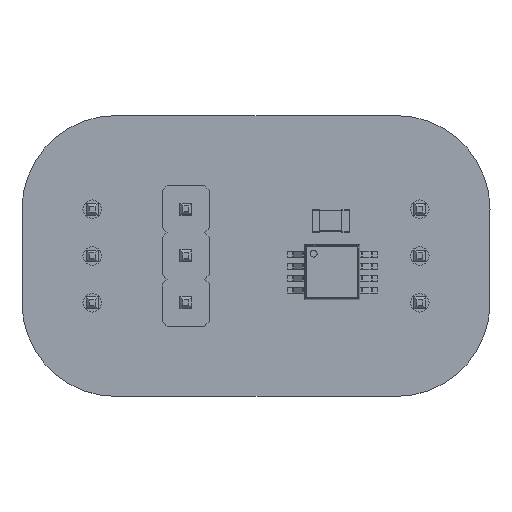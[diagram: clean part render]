
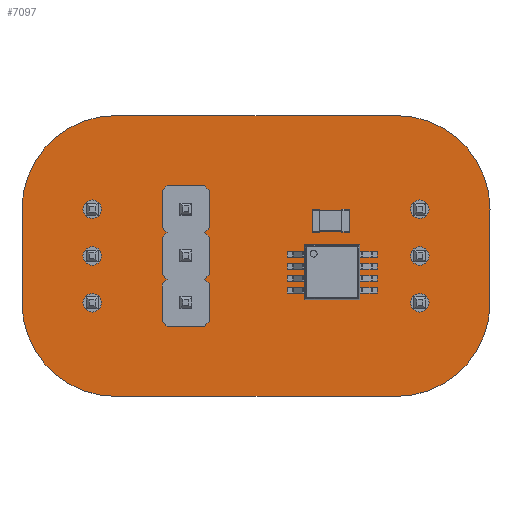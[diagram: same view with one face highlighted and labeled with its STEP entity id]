
A CAD part, top view. The second image highlights one B-rep face of the part: STEP entity #7097.
In plain terms, the highlighted planar face has unit normal (0, 0, 1).
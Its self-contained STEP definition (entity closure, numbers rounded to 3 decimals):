
#6841 = VERTEX_POINT('',#6842);
#6842 = CARTESIAN_POINT('',(16.51,5.08,0.7));
#6848 = EDGE_CURVE('',#6841,#6849,#6851,.T.);
#6849 = VERTEX_POINT('',#6850);
#6850 = CARTESIAN_POINT('',(21.59,0.,0.7));
#6851 = CIRCLE('',#6852,5.08);
#6852 = AXIS2_PLACEMENT_3D('',#6853,#6854,#6855);
#6853 = CARTESIAN_POINT('',(16.51,0.,0.7));
#6854 = DIRECTION('',(0.,0.,-1.));
#6855 = DIRECTION('',(0.,1.,0.));
#6883 = VERTEX_POINT('',#6884);
#6884 = CARTESIAN_POINT('',(16.51,5.08,0.7));
#6890 = EDGE_CURVE('',#6883,#6841,#6891,.T.);
#6891 = LINE('',#6892,#6893);
#6892 = CARTESIAN_POINT('',(16.51,5.08,0.7));
#6893 = VECTOR('',#6894,1.);
#6894 = DIRECTION('',(1.,0.,0.));
#6912 = EDGE_CURVE('',#6849,#6913,#6915,.T.);
#6913 = VERTEX_POINT('',#6914);
#6914 = CARTESIAN_POINT('',(21.59,-5.08,0.7));
#6915 = LINE('',#6916,#6917);
#6916 = CARTESIAN_POINT('',(21.59,0.,0.7));
#6917 = VECTOR('',#6918,1.);
#6918 = DIRECTION('',(0.,-1.,0.));
#7097 = ADVANCED_FACE('',(#7098,#7152,#7163,#7174,#7185,#7196,#7207,
    #7218,#7229,#7240),#7251,.T.);
#7098 = FACE_BOUND('',#7099,.T.);
#7099 = EDGE_LOOP('',(#7100,#7101,#7102,#7110,#7119,#7127,#7136,#7144,
    #7151));
#7100 = ORIENTED_EDGE('',*,*,#6848,.F.);
#7101 = ORIENTED_EDGE('',*,*,#6890,.F.);
#7102 = ORIENTED_EDGE('',*,*,#7103,.F.);
#7103 = EDGE_CURVE('',#7104,#6883,#7106,.T.);
#7104 = VERTEX_POINT('',#7105);
#7105 = CARTESIAN_POINT('',(1.27,5.08,0.7));
#7106 = LINE('',#7107,#7108);
#7107 = CARTESIAN_POINT('',(1.27,5.08,0.7));
#7108 = VECTOR('',#7109,1.);
#7109 = DIRECTION('',(1.,0.,0.));
#7110 = ORIENTED_EDGE('',*,*,#7111,.F.);
#7111 = EDGE_CURVE('',#7112,#7104,#7114,.T.);
#7112 = VERTEX_POINT('',#7113);
#7113 = CARTESIAN_POINT('',(-3.81,0.,0.7));
#7114 = CIRCLE('',#7115,5.08);
#7115 = AXIS2_PLACEMENT_3D('',#7116,#7117,#7118);
#7116 = CARTESIAN_POINT('',(1.27,0.,0.7));
#7117 = DIRECTION('',(0.,0.,-1.));
#7118 = DIRECTION('',(-1.,0.,0.));
#7119 = ORIENTED_EDGE('',*,*,#7120,.F.);
#7120 = EDGE_CURVE('',#7121,#7112,#7123,.T.);
#7121 = VERTEX_POINT('',#7122);
#7122 = CARTESIAN_POINT('',(-3.81,-5.08,0.7));
#7123 = LINE('',#7124,#7125);
#7124 = CARTESIAN_POINT('',(-3.81,-5.08,0.7));
#7125 = VECTOR('',#7126,1.);
#7126 = DIRECTION('',(0.,1.,0.));
#7127 = ORIENTED_EDGE('',*,*,#7128,.F.);
#7128 = EDGE_CURVE('',#7129,#7121,#7131,.T.);
#7129 = VERTEX_POINT('',#7130);
#7130 = CARTESIAN_POINT('',(1.27,-10.16,0.7));
#7131 = CIRCLE('',#7132,5.08);
#7132 = AXIS2_PLACEMENT_3D('',#7133,#7134,#7135);
#7133 = CARTESIAN_POINT('',(1.27,-5.08,0.7));
#7134 = DIRECTION('',(0.,0.,-1.));
#7135 = DIRECTION('',(0.,-1.,-0.));
#7136 = ORIENTED_EDGE('',*,*,#7137,.F.);
#7137 = EDGE_CURVE('',#7138,#7129,#7140,.T.);
#7138 = VERTEX_POINT('',#7139);
#7139 = CARTESIAN_POINT('',(16.51,-10.16,0.7));
#7140 = LINE('',#7141,#7142);
#7141 = CARTESIAN_POINT('',(16.51,-10.16,0.7));
#7142 = VECTOR('',#7143,1.);
#7143 = DIRECTION('',(-1.,0.,0.));
#7144 = ORIENTED_EDGE('',*,*,#7145,.F.);
#7145 = EDGE_CURVE('',#6913,#7138,#7146,.T.);
#7146 = CIRCLE('',#7147,5.08);
#7147 = AXIS2_PLACEMENT_3D('',#7148,#7149,#7150);
#7148 = CARTESIAN_POINT('',(16.51,-5.08,0.7));
#7149 = DIRECTION('',(0.,0.,-1.));
#7150 = DIRECTION('',(1.,0.,0.));
#7151 = ORIENTED_EDGE('',*,*,#6912,.F.);
#7152 = FACE_BOUND('',#7153,.T.);
#7153 = EDGE_LOOP('',(#7154));
#7154 = ORIENTED_EDGE('',*,*,#7155,.T.);
#7155 = EDGE_CURVE('',#7156,#7156,#7158,.T.);
#7156 = VERTEX_POINT('',#7157);
#7157 = CARTESIAN_POINT('',(0.,-5.58,0.7));
#7158 = CIRCLE('',#7159,0.5);
#7159 = AXIS2_PLACEMENT_3D('',#7160,#7161,#7162);
#7160 = CARTESIAN_POINT('',(0.,-5.08,0.7));
#7161 = DIRECTION('',(-0.,0.,-1.));
#7162 = DIRECTION('',(0.,-1.,-0.));
#7163 = FACE_BOUND('',#7164,.T.);
#7164 = EDGE_LOOP('',(#7165));
#7165 = ORIENTED_EDGE('',*,*,#7166,.T.);
#7166 = EDGE_CURVE('',#7167,#7167,#7169,.T.);
#7167 = VERTEX_POINT('',#7168);
#7168 = CARTESIAN_POINT('',(5.08,-5.58,0.7));
#7169 = CIRCLE('',#7170,0.5);
#7170 = AXIS2_PLACEMENT_3D('',#7171,#7172,#7173);
#7171 = CARTESIAN_POINT('',(5.08,-5.08,0.7));
#7172 = DIRECTION('',(-0.,0.,-1.));
#7173 = DIRECTION('',(-0.,-1.,0.));
#7174 = FACE_BOUND('',#7175,.T.);
#7175 = EDGE_LOOP('',(#7176));
#7176 = ORIENTED_EDGE('',*,*,#7177,.T.);
#7177 = EDGE_CURVE('',#7178,#7178,#7180,.T.);
#7178 = VERTEX_POINT('',#7179);
#7179 = CARTESIAN_POINT('',(17.78,-5.58,0.7));
#7180 = CIRCLE('',#7181,0.5);
#7181 = AXIS2_PLACEMENT_3D('',#7182,#7183,#7184);
#7182 = CARTESIAN_POINT('',(17.78,-5.08,0.7));
#7183 = DIRECTION('',(-0.,0.,-1.));
#7184 = DIRECTION('',(-0.,-1.,0.));
#7185 = FACE_BOUND('',#7186,.T.);
#7186 = EDGE_LOOP('',(#7187));
#7187 = ORIENTED_EDGE('',*,*,#7188,.T.);
#7188 = EDGE_CURVE('',#7189,#7189,#7191,.T.);
#7189 = VERTEX_POINT('',#7190);
#7190 = CARTESIAN_POINT('',(0.,-3.04,0.7));
#7191 = CIRCLE('',#7192,0.5);
#7192 = AXIS2_PLACEMENT_3D('',#7193,#7194,#7195);
#7193 = CARTESIAN_POINT('',(0.,-2.54,0.7));
#7194 = DIRECTION('',(-0.,0.,-1.));
#7195 = DIRECTION('',(0.,-1.,-0.));
#7196 = FACE_BOUND('',#7197,.T.);
#7197 = EDGE_LOOP('',(#7198));
#7198 = ORIENTED_EDGE('',*,*,#7199,.T.);
#7199 = EDGE_CURVE('',#7200,#7200,#7202,.T.);
#7200 = VERTEX_POINT('',#7201);
#7201 = CARTESIAN_POINT('',(5.08,-3.04,0.7));
#7202 = CIRCLE('',#7203,0.5);
#7203 = AXIS2_PLACEMENT_3D('',#7204,#7205,#7206);
#7204 = CARTESIAN_POINT('',(5.08,-2.54,0.7));
#7205 = DIRECTION('',(-0.,0.,-1.));
#7206 = DIRECTION('',(-0.,-1.,0.));
#7207 = FACE_BOUND('',#7208,.T.);
#7208 = EDGE_LOOP('',(#7209));
#7209 = ORIENTED_EDGE('',*,*,#7210,.T.);
#7210 = EDGE_CURVE('',#7211,#7211,#7213,.T.);
#7211 = VERTEX_POINT('',#7212);
#7212 = CARTESIAN_POINT('',(0.,-0.5,0.7));
#7213 = CIRCLE('',#7214,0.5);
#7214 = AXIS2_PLACEMENT_3D('',#7215,#7216,#7217);
#7215 = CARTESIAN_POINT('',(0.,0.,0.7)
  );
#7216 = DIRECTION('',(-0.,0.,-1.));
#7217 = DIRECTION('',(0.,-1.,-0.));
#7218 = FACE_BOUND('',#7219,.T.);
#7219 = EDGE_LOOP('',(#7220));
#7220 = ORIENTED_EDGE('',*,*,#7221,.T.);
#7221 = EDGE_CURVE('',#7222,#7222,#7224,.T.);
#7222 = VERTEX_POINT('',#7223);
#7223 = CARTESIAN_POINT('',(5.08,-0.5,0.7));
#7224 = CIRCLE('',#7225,0.5);
#7225 = AXIS2_PLACEMENT_3D('',#7226,#7227,#7228);
#7226 = CARTESIAN_POINT('',(5.08,0.,0.7));
#7227 = DIRECTION('',(-0.,0.,-1.));
#7228 = DIRECTION('',(-0.,-1.,0.));
#7229 = FACE_BOUND('',#7230,.T.);
#7230 = EDGE_LOOP('',(#7231));
#7231 = ORIENTED_EDGE('',*,*,#7232,.T.);
#7232 = EDGE_CURVE('',#7233,#7233,#7235,.T.);
#7233 = VERTEX_POINT('',#7234);
#7234 = CARTESIAN_POINT('',(17.78,-3.04,0.7));
#7235 = CIRCLE('',#7236,0.5);
#7236 = AXIS2_PLACEMENT_3D('',#7237,#7238,#7239);
#7237 = CARTESIAN_POINT('',(17.78,-2.54,0.7));
#7238 = DIRECTION('',(-0.,0.,-1.));
#7239 = DIRECTION('',(-0.,-1.,0.));
#7240 = FACE_BOUND('',#7241,.T.);
#7241 = EDGE_LOOP('',(#7242));
#7242 = ORIENTED_EDGE('',*,*,#7243,.T.);
#7243 = EDGE_CURVE('',#7244,#7244,#7246,.T.);
#7244 = VERTEX_POINT('',#7245);
#7245 = CARTESIAN_POINT('',(17.78,-0.5,0.7));
#7246 = CIRCLE('',#7247,0.5);
#7247 = AXIS2_PLACEMENT_3D('',#7248,#7249,#7250);
#7248 = CARTESIAN_POINT('',(17.78,0.,0.7));
#7249 = DIRECTION('',(-0.,0.,-1.));
#7250 = DIRECTION('',(-0.,-1.,0.));
#7251 = PLANE('',#7252);
#7252 = AXIS2_PLACEMENT_3D('',#7253,#7254,#7255);
#7253 = CARTESIAN_POINT('',(0.,0.,0.7));
#7254 = DIRECTION('',(0.,0.,1.));
#7255 = DIRECTION('',(1.,0.,-0.));
